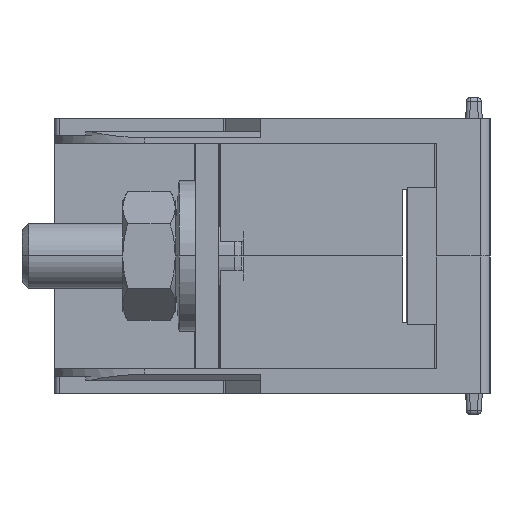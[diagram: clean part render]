
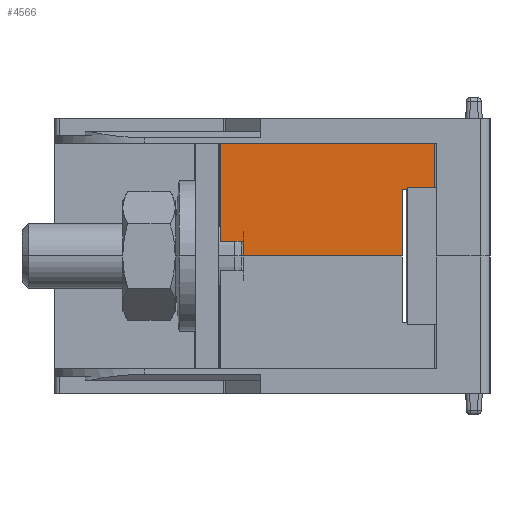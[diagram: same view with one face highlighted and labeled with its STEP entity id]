
A CAD part, left-side view. The second image highlights one B-rep face of the part: STEP entity #4566.
In plain terms, the highlighted planar face has unit normal (-1, 0, 0).
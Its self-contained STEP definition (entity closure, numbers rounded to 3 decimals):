
#4566=ADVANCED_FACE('',(#6299),#5601,.F.);
#5601=PLANE('',#23983);
#6299=FACE_OUTER_BOUND('',#7374,.T.);
#7374=EDGE_LOOP('',(#9644,#9645,#9646,#9647,#9648,#9649,#9650,#9651,#9652));
#9644=ORIENTED_EDGE('',*,*,#16414,.T.);
#9645=ORIENTED_EDGE('',*,*,#17152,.F.);
#9646=ORIENTED_EDGE('',*,*,#17153,.F.);
#9647=ORIENTED_EDGE('',*,*,#17154,.F.);
#9648=ORIENTED_EDGE('',*,*,#16873,.F.);
#9649=ORIENTED_EDGE('',*,*,#17155,.F.);
#9650=ORIENTED_EDGE('',*,*,#16837,.F.);
#9651=ORIENTED_EDGE('',*,*,#16857,.T.);
#9652=ORIENTED_EDGE('',*,*,#17151,.F.);
#14406=VERTEX_POINT('',#31267);
#14407=VERTEX_POINT('',#31268);
#14746=VERTEX_POINT('',#32205);
#14747=VERTEX_POINT('',#32207);
#14758=VERTEX_POINT('',#32241);
#14766=VERTEX_POINT('',#32287);
#14767=VERTEX_POINT('',#32289);
#14922=VERTEX_POINT('',#32953);
#14923=VERTEX_POINT('',#32955);
#16414=EDGE_CURVE('',#14406,#14407,#19464,.T.);
#16837=EDGE_CURVE('',#14746,#14747,#19806,.T.);
#16857=EDGE_CURVE('',#14746,#14758,#19821,.T.);
#16873=EDGE_CURVE('',#14766,#14767,#19833,.T.);
#17151=EDGE_CURVE('',#14406,#14758,#20050,.T.);
#17152=EDGE_CURVE('',#14922,#14407,#20051,.T.);
#17153=EDGE_CURVE('',#14923,#14922,#20052,.T.);
#17154=EDGE_CURVE('',#14767,#14923,#20053,.T.);
#17155=EDGE_CURVE('',#14747,#14766,#20054,.T.);
#19464=LINE('',#31266,#21556);
#19806=LINE('',#32206,#21898);
#19821=LINE('',#32242,#21913);
#19833=LINE('',#32288,#21925);
#20050=LINE('',#32950,#22142);
#20051=LINE('',#32952,#22143);
#20052=LINE('',#32954,#22144);
#20053=LINE('',#32956,#22145);
#20054=LINE('',#32957,#22146);
#21556=VECTOR('',#25495,1.);
#21898=VECTOR('',#26151,1.);
#21913=VECTOR('',#26184,1.);
#21925=VECTOR('',#26216,1.);
#22142=VECTOR('',#26771,1.);
#22143=VECTOR('',#26774,1.);
#22144=VECTOR('',#26775,1.);
#22145=VECTOR('',#26776,1.);
#22146=VECTOR('',#26777,1.);
#23983=AXIS2_PLACEMENT_3D('',#32958,#26778,#26779);
#25495=DIRECTION('',(0.,-1.,0.));
#26151=DIRECTION('',(0.,0.,1.));
#26184=DIRECTION('',(0.,-1.,0.));
#26216=DIRECTION('',(0.,-1.,0.));
#26771=DIRECTION('',(0.,0.,1.));
#26774=DIRECTION('',(0.,0.,-1.));
#26775=DIRECTION('',(0.,1.,0.));
#26776=DIRECTION('',(0.,0.,-1.));
#26777=DIRECTION('',(0.,0.,1.));
#26778=DIRECTION('',(1.,0.,0.));
#26779=DIRECTION('',(0.,1.,0.));
#31266=CARTESIAN_POINT('',(-35.,31.7,21.));
#31267=CARTESIAN_POINT('',(-35.,31.7,21.));
#31268=CARTESIAN_POINT('',(-35.,7.4,21.));
#32205=CARTESIAN_POINT('',(-35.,35.2,23.25));
#32206=CARTESIAN_POINT('',(-35.,35.2,23.25));
#32207=CARTESIAN_POINT('',(-35.,35.2,25.5));
#32241=CARTESIAN_POINT('',(-35.,31.7,23.25));
#32242=CARTESIAN_POINT('',(-35.,35.2,23.25));
#32287=CARTESIAN_POINT('',(-35.,35.2,38.2));
#32288=CARTESIAN_POINT('',(-35.,35.2,38.2));
#32289=CARTESIAN_POINT('',(-35.,2.407,38.2));
#32950=CARTESIAN_POINT('',(-35.,31.7,21.));
#32952=CARTESIAN_POINT('',(-35.,7.4,31.1));
#32953=CARTESIAN_POINT('',(-35.,7.4,31.1));
#32954=CARTESIAN_POINT('',(-35.,2.407,31.1));
#32955=CARTESIAN_POINT('',(-35.,2.407,31.1));
#32956=CARTESIAN_POINT('',(-35.,2.407,38.2));
#32957=CARTESIAN_POINT('',(-35.,35.2,25.5));
#32958=CARTESIAN_POINT('',(-35.,60.5,21.));
